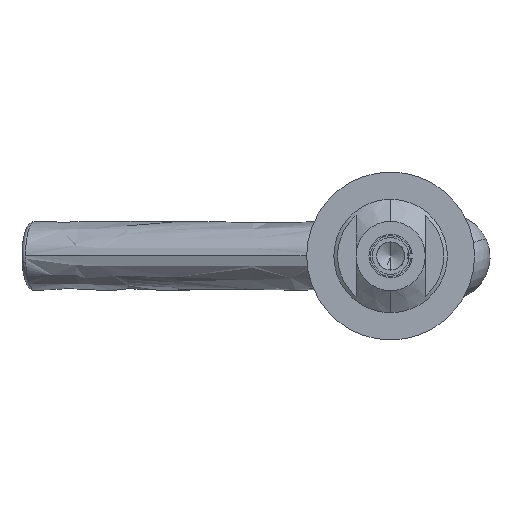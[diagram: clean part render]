
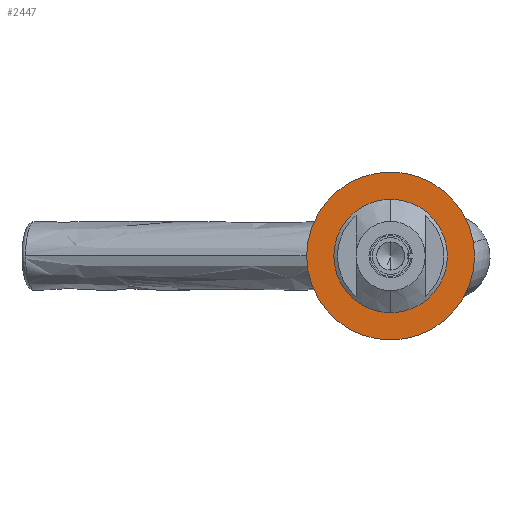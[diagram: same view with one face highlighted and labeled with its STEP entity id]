
A CAD part, left-side view. The second image highlights one B-rep face of the part: STEP entity #2447.
In plain terms, the highlighted planar face has unit normal (-1, 0, 0).
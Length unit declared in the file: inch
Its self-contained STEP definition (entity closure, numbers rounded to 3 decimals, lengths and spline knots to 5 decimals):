
#142 = FACE_BOUND ( 'NONE', #4713, .T. ) ;
#338 = CARTESIAN_POINT ( 'NONE',  ( -4.28, 0., -0.82 ) ) ;
#386 = AXIS2_PLACEMENT_3D ( 'NONE', #13313, #8007, #14322 ) ;
#411 = DIRECTION ( 'NONE',  ( 0., 0., -1. ) ) ;
#945 = EDGE_CURVE ( 'NONE', #10002, #14242, #8406, .T. ) ;
#1052 = EDGE_CURVE ( 'NONE', #9650, #2080, #10834, .T. ) ;
#1661 = DIRECTION ( 'NONE',  ( 1., 0., 0. ) ) ;
#2080 = VERTEX_POINT ( 'NONE', #338 ) ;
#2224 = CIRCLE ( 'NONE', #6480, 0.82 ) ;
#2263 = DIRECTION ( 'NONE',  ( 0., 0., -1. ) ) ;
#2447 = ADVANCED_FACE ( 'NONE', ( #13129, #142 ), #5388, .F. ) ;
#2778 = AXIS2_PLACEMENT_3D ( 'NONE', #11300, #8945, #11395 ) ;
#4039 = CARTESIAN_POINT ( 'NONE',  ( -4.28, 0., 0.82 ) ) ;
#4713 = EDGE_LOOP ( 'NONE', ( #5126, #8701 ) ) ;
#5126 = ORIENTED_EDGE ( 'NONE', *, *, #16352, .T. ) ;
#5388 = PLANE ( 'NONE',  #9168 ) ;
#5936 = EDGE_CURVE ( 'NONE', #14242, #10002, #6787, .T. ) ;
#6480 = AXIS2_PLACEMENT_3D ( 'NONE', #11817, #1661, #411 ) ;
#6787 = CIRCLE ( 'NONE', #15393, 1.2125 ) ;
#8007 = DIRECTION ( 'NONE',  ( 1., 0., 0. ) ) ;
#8406 = CIRCLE ( 'NONE', #2778, 1.2125 ) ;
#8701 = ORIENTED_EDGE ( 'NONE', *, *, #1052, .T. ) ;
#8712 = DIRECTION ( 'NONE',  ( 1., 0., 0. ) ) ;
#8945 = DIRECTION ( 'NONE',  ( 1., 0., 0. ) ) ;
#9168 = AXIS2_PLACEMENT_3D ( 'NONE', #11623, #10525, #15640 ) ;
#9650 = VERTEX_POINT ( 'NONE', #4039 ) ;
#9716 = CARTESIAN_POINT ( 'NONE',  ( -4.28, 0., 0. ) ) ;
#10002 = VERTEX_POINT ( 'NONE', #11988 ) ;
#10525 = DIRECTION ( 'NONE',  ( 1., 0., 0. ) ) ;
#10834 = CIRCLE ( 'NONE', #386, 0.82 ) ;
#11176 = ORIENTED_EDGE ( 'NONE', *, *, #945, .F. ) ;
#11300 = CARTESIAN_POINT ( 'NONE',  ( -4.28, 0., 0. ) ) ;
#11395 = DIRECTION ( 'NONE',  ( 0., 0., -1. ) ) ;
#11623 = CARTESIAN_POINT ( 'NONE',  ( -4.28, -0.82, 0. ) ) ;
#11817 = CARTESIAN_POINT ( 'NONE',  ( -4.28, 0., 0. ) ) ;
#11988 = CARTESIAN_POINT ( 'NONE',  ( -4.28, 0., 1.2125 ) ) ;
#12498 = ORIENTED_EDGE ( 'NONE', *, *, #5936, .F. ) ;
#13129 = FACE_OUTER_BOUND ( 'NONE', #13520, .T. ) ;
#13313 = CARTESIAN_POINT ( 'NONE',  ( -4.28, 0., 0. ) ) ;
#13520 = EDGE_LOOP ( 'NONE', ( #12498, #11176 ) ) ;
#14242 = VERTEX_POINT ( 'NONE', #15034 ) ;
#14322 = DIRECTION ( 'NONE',  ( 0., 0., -1. ) ) ;
#15034 = CARTESIAN_POINT ( 'NONE',  ( -4.28, 0., -1.2125 ) ) ;
#15393 = AXIS2_PLACEMENT_3D ( 'NONE', #9716, #8712, #2263 ) ;
#15640 = DIRECTION ( 'NONE',  ( 0., 0., -1. ) ) ;
#16352 = EDGE_CURVE ( 'NONE', #2080, #9650, #2224, .T. ) ;
